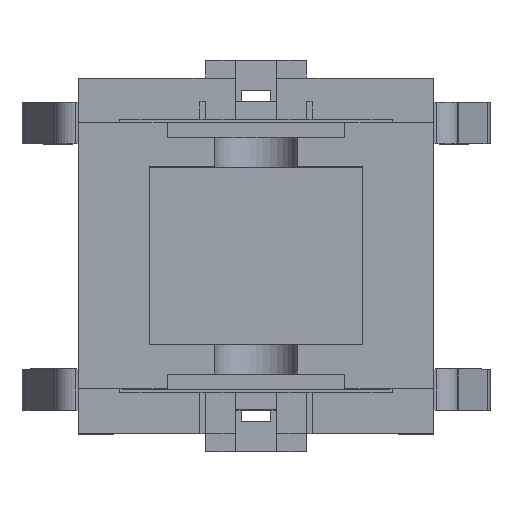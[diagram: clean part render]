
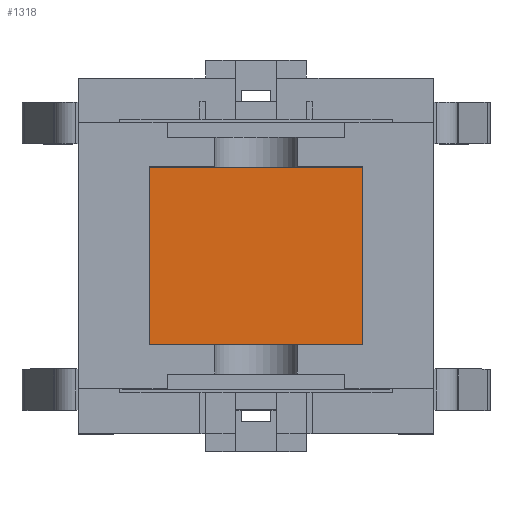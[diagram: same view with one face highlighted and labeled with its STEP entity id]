
A CAD part, top view. The second image highlights one B-rep face of the part: STEP entity #1318.
In plain terms, the highlighted planar face has unit normal (0, 0, 1).
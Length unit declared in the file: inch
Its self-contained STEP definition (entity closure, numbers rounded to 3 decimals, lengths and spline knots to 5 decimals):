
#1114=CARTESIAN_POINT('',(0.07087,-0.05906,0.12106));
#1115=VERTEX_POINT('',#1114);
#1122=CARTESIAN_POINT('',(-0.07087,-0.05906,0.12106));
#1123=VERTEX_POINT('',#1122);
#1124=CARTESIAN_POINT('',(-0.07087,-0.05906,0.12106));
#1125=DIRECTION('',(1.0,0.0,0.0));
#1126=VECTOR('',#1125,0.14173);
#1127=LINE('',#1124,#1126);
#1128=EDGE_CURVE('',#1123,#1115,#1127,.T.);
#1163=CARTESIAN_POINT('',(-0.07087,0.05906,0.12106));
#1164=VERTEX_POINT('',#1163);
#1171=CARTESIAN_POINT('',(0.07087,0.05906,0.12106));
#1172=VERTEX_POINT('',#1171);
#1173=CARTESIAN_POINT('',(0.07087,0.05906,0.12106));
#1174=DIRECTION('',(-1.0,0.0,0.0));
#1175=VECTOR('',#1174,0.14173);
#1176=LINE('',#1173,#1175);
#1177=EDGE_CURVE('',#1172,#1164,#1176,.T.);
#1273=CARTESIAN_POINT('',(-0.07087,0.05906,0.12106));
#1274=DIRECTION('',(0.0,-1.0,0.0));
#1275=VECTOR('',#1274,0.11811);
#1276=LINE('',#1273,#1275);
#1277=EDGE_CURVE('',#1164,#1123,#1276,.T.);
#1295=CARTESIAN_POINT('',(0.07087,-0.05906,0.12106));
#1296=DIRECTION('',(0.0,1.0,0.0));
#1297=VECTOR('',#1296,0.11811);
#1298=LINE('',#1295,#1297);
#1299=EDGE_CURVE('',#1115,#1172,#1298,.T.);
#1307=CARTESIAN_POINT('',(0.07795,-0.06496,0.12106));
#1308=DIRECTION('',(0.0,0.0,1.0));
#1309=DIRECTION('',(1.0,0.0,0.0));
#1310=AXIS2_PLACEMENT_3D('',#1307,#1308,#1309);
#1311=PLANE('',#1310);
#1312=ORIENTED_EDGE('',*,*,#1177,.T.);
#1313=ORIENTED_EDGE('',*,*,#1277,.T.);
#1314=ORIENTED_EDGE('',*,*,#1128,.T.);
#1315=ORIENTED_EDGE('',*,*,#1299,.T.);
#1316=EDGE_LOOP('',(#1312,#1313,#1314,#1315));
#1317=FACE_OUTER_BOUND('',#1316,.T.);
#1318=ADVANCED_FACE('',(#1317),#1311,.T.);
